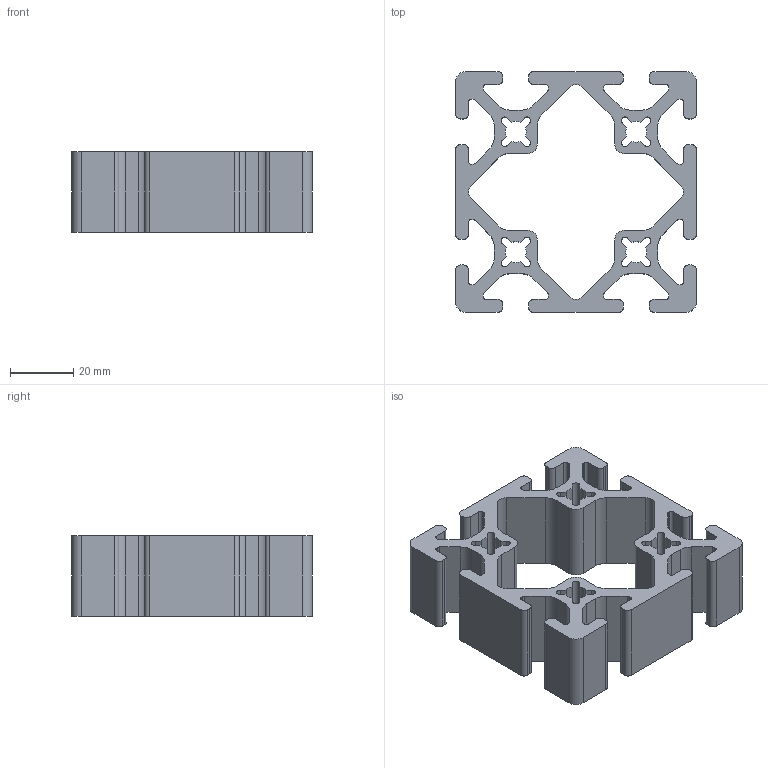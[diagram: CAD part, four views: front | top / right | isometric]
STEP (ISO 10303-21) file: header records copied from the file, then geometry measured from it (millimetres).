
FILE_DESCRIPTION( ( 'STEP AP203' ), ' ' );
FILE_NAME( '3030-S-1-CL.stp', '2016-02-22T14:54:18', ( '' ), ( '' ), ' ', 'PARTsolutions', ' ' );
FILE_SCHEMA( ( 'CONFIG_CONTROL_DESIGN' ) );
Length unit declared in the file: inch
Products named in the file (1): _3030-S-1-CL
Bounding box: 76.2 x 76.2 x 25.4 mm (x, y, z)
Volume: 51544.6 mm3; surface area: 28928.9 mm2
Topology: 1 solids, 1 shells, 266 faces, 792 edges, 528 vertices
Faces by surface type: plane 134, cylinder 132
Entity records: 9064 total; most frequent: DIRECTION 1590, CARTESIAN_POINT 1587, ORIENTED_EDGE 1584, EDGE_CURVE 792, AXIS2_PLACEMENT_3D 531, VERTEX_POINT 528, LINE 528, VECTOR 528
